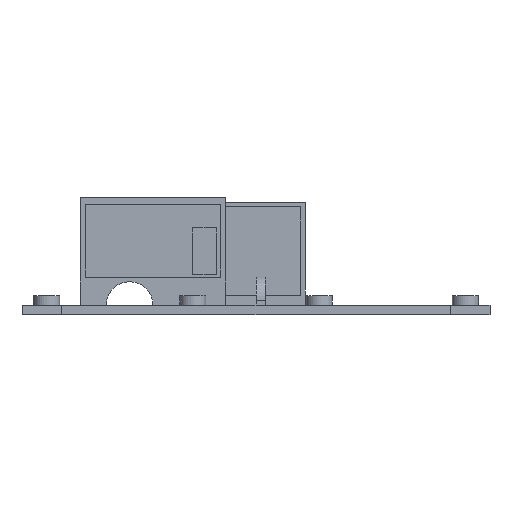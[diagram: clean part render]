
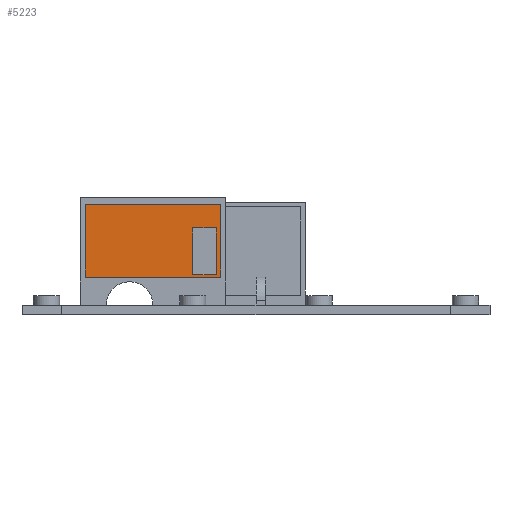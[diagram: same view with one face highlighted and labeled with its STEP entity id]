
A CAD part, front view. The second image highlights one B-rep face of the part: STEP entity #5223.
In plain terms, the highlighted planar face has unit normal (0, -1, 0).
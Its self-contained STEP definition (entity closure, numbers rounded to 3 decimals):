
#2345 = PLANE('',#2346);
#2346 = AXIS2_PLACEMENT_3D('',#2347,#2348,#2349);
#2347 = CARTESIAN_POINT('',(-36.5,25.5,23.5));
#2348 = DIRECTION('',(0.,0.,-1.));
#2349 = DIRECTION('',(1.,0.,0.));
#2373 = PLANE('',#2374);
#2374 = AXIS2_PLACEMENT_3D('',#2375,#2376,#2377);
#2375 = CARTESIAN_POINT('',(-36.5,25.5,23.5));
#2376 = DIRECTION('',(-1.,0.,0.));
#2377 = DIRECTION('',(-0.,0.,-1.));
#2401 = PLANE('',#2402);
#2402 = AXIS2_PLACEMENT_3D('',#2403,#2404,#2405);
#2403 = CARTESIAN_POINT('',(-36.5,25.5,8.));
#2404 = DIRECTION('',(0.,0.,-1.));
#2405 = DIRECTION('',(1.,0.,0.));
#2427 = PLANE('',#2428);
#2428 = AXIS2_PLACEMENT_3D('',#2429,#2430,#2431);
#2429 = CARTESIAN_POINT('',(-7.5,25.5,8.));
#2430 = DIRECTION('',(1.,0.,0.));
#2431 = DIRECTION('',(0.,0.,1.));
#2580 = PLANE('',#2581);
#2581 = AXIS2_PLACEMENT_3D('',#2582,#2583,#2584);
#2582 = CARTESIAN_POINT('',(-13.5,25.5,8.5));
#2583 = DIRECTION('',(0.,0.,-1.));
#2584 = DIRECTION('',(1.,0.,0.));
#2608 = PLANE('',#2609);
#2609 = AXIS2_PLACEMENT_3D('',#2610,#2611,#2612);
#2610 = CARTESIAN_POINT('',(-13.5,25.5,18.5));
#2611 = DIRECTION('',(-1.,0.,0.));
#2612 = DIRECTION('',(-0.,0.,-1.));
#2636 = PLANE('',#2637);
#2637 = AXIS2_PLACEMENT_3D('',#2638,#2639,#2640);
#2638 = CARTESIAN_POINT('',(-8.5,25.5,18.5));
#2639 = DIRECTION('',(0.,0.,1.));
#2640 = DIRECTION('',(-1.,0.,0.));
#2662 = PLANE('',#2663);
#2663 = AXIS2_PLACEMENT_3D('',#2664,#2665,#2666);
#2664 = CARTESIAN_POINT('',(-8.5,25.5,8.5));
#2665 = DIRECTION('',(1.,0.,0.));
#2666 = DIRECTION('',(0.,0.,1.));
#3823 = VERTEX_POINT('',#3824);
#3824 = CARTESIAN_POINT('',(-36.5,26.5,23.5));
#3845 = EDGE_CURVE('',#3823,#3846,#3848,.T.);
#3846 = VERTEX_POINT('',#3847);
#3847 = CARTESIAN_POINT('',(-7.5,26.5,23.5));
#3848 = SURFACE_CURVE('',#3849,(#3853,#3860),.PCURVE_S1.);
#3849 = LINE('',#3850,#3851);
#3850 = CARTESIAN_POINT('',(-36.5,26.5,23.5));
#3851 = VECTOR('',#3852,1.);
#3852 = DIRECTION('',(1.,0.,0.));
#3853 = PCURVE('',#2345,#3854);
#3854 = DEFINITIONAL_REPRESENTATION('',(#3855),#3859);
#3855 = LINE('',#3856,#3857);
#3856 = CARTESIAN_POINT('',(0.,-1.));
#3857 = VECTOR('',#3858,1.);
#3858 = DIRECTION('',(1.,0.));
#3859 = ( GEOMETRIC_REPRESENTATION_CONTEXT(2) 
PARAMETRIC_REPRESENTATION_CONTEXT() REPRESENTATION_CONTEXT('2D SPACE',''
  ) );
#3860 = PCURVE('',#3861,#3866);
#3861 = PLANE('',#3862);
#3862 = AXIS2_PLACEMENT_3D('',#3863,#3864,#3865);
#3863 = CARTESIAN_POINT('',(-22.,26.5,15.75));
#3864 = DIRECTION('',(0.,1.,0.));
#3865 = DIRECTION('',(0.,0.,1.));
#3866 = DEFINITIONAL_REPRESENTATION('',(#3867),#3871);
#3867 = LINE('',#3868,#3869);
#3868 = CARTESIAN_POINT('',(7.75,-14.5));
#3869 = VECTOR('',#3870,1.);
#3870 = DIRECTION('',(0.,1.));
#3871 = ( GEOMETRIC_REPRESENTATION_CONTEXT(2) 
PARAMETRIC_REPRESENTATION_CONTEXT() REPRESENTATION_CONTEXT('2D SPACE',''
  ) );
#3899 = VERTEX_POINT('',#3900);
#3900 = CARTESIAN_POINT('',(-7.5,26.5,8.));
#3921 = EDGE_CURVE('',#3899,#3846,#3922,.T.);
#3922 = SURFACE_CURVE('',#3923,(#3927,#3934),.PCURVE_S1.);
#3923 = LINE('',#3924,#3925);
#3924 = CARTESIAN_POINT('',(-7.5,26.5,8.));
#3925 = VECTOR('',#3926,1.);
#3926 = DIRECTION('',(0.,0.,1.));
#3927 = PCURVE('',#2427,#3928);
#3928 = DEFINITIONAL_REPRESENTATION('',(#3929),#3933);
#3929 = LINE('',#3930,#3931);
#3930 = CARTESIAN_POINT('',(0.,-1.));
#3931 = VECTOR('',#3932,1.);
#3932 = DIRECTION('',(1.,0.));
#3933 = ( GEOMETRIC_REPRESENTATION_CONTEXT(2) 
PARAMETRIC_REPRESENTATION_CONTEXT() REPRESENTATION_CONTEXT('2D SPACE',''
  ) );
#3934 = PCURVE('',#3861,#3935);
#3935 = DEFINITIONAL_REPRESENTATION('',(#3936),#3940);
#3936 = LINE('',#3937,#3938);
#3937 = CARTESIAN_POINT('',(-7.75,14.5));
#3938 = VECTOR('',#3939,1.);
#3939 = DIRECTION('',(1.,0.));
#3940 = ( GEOMETRIC_REPRESENTATION_CONTEXT(2) 
PARAMETRIC_REPRESENTATION_CONTEXT() REPRESENTATION_CONTEXT('2D SPACE',''
  ) );
#3948 = VERTEX_POINT('',#3949);
#3949 = CARTESIAN_POINT('',(-36.5,26.5,8.));
#3970 = EDGE_CURVE('',#3948,#3899,#3971,.T.);
#3971 = SURFACE_CURVE('',#3972,(#3976,#3983),.PCURVE_S1.);
#3972 = LINE('',#3973,#3974);
#3973 = CARTESIAN_POINT('',(-36.5,26.5,8.));
#3974 = VECTOR('',#3975,1.);
#3975 = DIRECTION('',(1.,0.,0.));
#3976 = PCURVE('',#2401,#3977);
#3977 = DEFINITIONAL_REPRESENTATION('',(#3978),#3982);
#3978 = LINE('',#3979,#3980);
#3979 = CARTESIAN_POINT('',(0.,-1.));
#3980 = VECTOR('',#3981,1.);
#3981 = DIRECTION('',(1.,0.));
#3982 = ( GEOMETRIC_REPRESENTATION_CONTEXT(2) 
PARAMETRIC_REPRESENTATION_CONTEXT() REPRESENTATION_CONTEXT('2D SPACE',''
  ) );
#3983 = PCURVE('',#3861,#3984);
#3984 = DEFINITIONAL_REPRESENTATION('',(#3985),#3989);
#3985 = LINE('',#3986,#3987);
#3986 = CARTESIAN_POINT('',(-7.75,-14.5));
#3987 = VECTOR('',#3988,1.);
#3988 = DIRECTION('',(0.,1.));
#3989 = ( GEOMETRIC_REPRESENTATION_CONTEXT(2) 
PARAMETRIC_REPRESENTATION_CONTEXT() REPRESENTATION_CONTEXT('2D SPACE',''
  ) );
#3997 = EDGE_CURVE('',#3823,#3948,#3998,.T.);
#3998 = SURFACE_CURVE('',#3999,(#4003,#4010),.PCURVE_S1.);
#3999 = LINE('',#4000,#4001);
#4000 = CARTESIAN_POINT('',(-36.5,26.5,23.5));
#4001 = VECTOR('',#4002,1.);
#4002 = DIRECTION('',(0.,0.,-1.));
#4003 = PCURVE('',#2373,#4004);
#4004 = DEFINITIONAL_REPRESENTATION('',(#4005),#4009);
#4005 = LINE('',#4006,#4007);
#4006 = CARTESIAN_POINT('',(0.,-1.));
#4007 = VECTOR('',#4008,1.);
#4008 = DIRECTION('',(1.,0.));
#4009 = ( GEOMETRIC_REPRESENTATION_CONTEXT(2) 
PARAMETRIC_REPRESENTATION_CONTEXT() REPRESENTATION_CONTEXT('2D SPACE',''
  ) );
#4010 = PCURVE('',#3861,#4011);
#4011 = DEFINITIONAL_REPRESENTATION('',(#4012),#4016);
#4012 = LINE('',#4013,#4014);
#4013 = CARTESIAN_POINT('',(7.75,-14.5));
#4014 = VECTOR('',#4015,1.);
#4015 = DIRECTION('',(-1.,0.));
#4016 = ( GEOMETRIC_REPRESENTATION_CONTEXT(2) 
PARAMETRIC_REPRESENTATION_CONTEXT() REPRESENTATION_CONTEXT('2D SPACE',''
  ) );
#4023 = EDGE_CURVE('',#4024,#4026,#4028,.T.);
#4024 = VERTEX_POINT('',#4025);
#4025 = CARTESIAN_POINT('',(-13.5,26.5,8.5));
#4026 = VERTEX_POINT('',#4027);
#4027 = CARTESIAN_POINT('',(-8.5,26.5,8.5));
#4028 = SURFACE_CURVE('',#4029,(#4033,#4040),.PCURVE_S1.);
#4029 = LINE('',#4030,#4031);
#4030 = CARTESIAN_POINT('',(-17.75,26.5,8.5));
#4031 = VECTOR('',#4032,1.);
#4032 = DIRECTION('',(1.,0.,0.));
#4033 = PCURVE('',#2580,#4034);
#4034 = DEFINITIONAL_REPRESENTATION('',(#4035),#4039);
#4035 = LINE('',#4036,#4037);
#4036 = CARTESIAN_POINT('',(-4.25,-1.));
#4037 = VECTOR('',#4038,1.);
#4038 = DIRECTION('',(1.,0.));
#4039 = ( GEOMETRIC_REPRESENTATION_CONTEXT(2) 
PARAMETRIC_REPRESENTATION_CONTEXT() REPRESENTATION_CONTEXT('2D SPACE',''
  ) );
#4040 = PCURVE('',#3861,#4041);
#4041 = DEFINITIONAL_REPRESENTATION('',(#4042),#4046);
#4042 = LINE('',#4043,#4044);
#4043 = CARTESIAN_POINT('',(-7.25,4.25));
#4044 = VECTOR('',#4045,1.);
#4045 = DIRECTION('',(0.,1.));
#4046 = ( GEOMETRIC_REPRESENTATION_CONTEXT(2) 
PARAMETRIC_REPRESENTATION_CONTEXT() REPRESENTATION_CONTEXT('2D SPACE',''
  ) );
#4094 = EDGE_CURVE('',#4026,#4095,#4097,.T.);
#4095 = VERTEX_POINT('',#4096);
#4096 = CARTESIAN_POINT('',(-8.5,26.5,18.5));
#4097 = SURFACE_CURVE('',#4098,(#4102,#4109),.PCURVE_S1.);
#4098 = LINE('',#4099,#4100);
#4099 = CARTESIAN_POINT('',(-8.5,26.5,12.125));
#4100 = VECTOR('',#4101,1.);
#4101 = DIRECTION('',(0.,0.,1.));
#4102 = PCURVE('',#2662,#4103);
#4103 = DEFINITIONAL_REPRESENTATION('',(#4104),#4108);
#4104 = LINE('',#4105,#4106);
#4105 = CARTESIAN_POINT('',(3.625,-1.));
#4106 = VECTOR('',#4107,1.);
#4107 = DIRECTION('',(1.,0.));
#4108 = ( GEOMETRIC_REPRESENTATION_CONTEXT(2) 
PARAMETRIC_REPRESENTATION_CONTEXT() REPRESENTATION_CONTEXT('2D SPACE',''
  ) );
#4109 = PCURVE('',#3861,#4110);
#4110 = DEFINITIONAL_REPRESENTATION('',(#4111),#4115);
#4111 = LINE('',#4112,#4113);
#4112 = CARTESIAN_POINT('',(-3.625,13.5));
#4113 = VECTOR('',#4114,1.);
#4114 = DIRECTION('',(1.,0.));
#4115 = ( GEOMETRIC_REPRESENTATION_CONTEXT(2) 
PARAMETRIC_REPRESENTATION_CONTEXT() REPRESENTATION_CONTEXT('2D SPACE',''
  ) );
#4143 = EDGE_CURVE('',#4095,#4144,#4146,.T.);
#4144 = VERTEX_POINT('',#4145);
#4145 = CARTESIAN_POINT('',(-13.5,26.5,18.5));
#4146 = SURFACE_CURVE('',#4147,(#4151,#4158),.PCURVE_S1.);
#4147 = LINE('',#4148,#4149);
#4148 = CARTESIAN_POINT('',(-15.25,26.5,18.5));
#4149 = VECTOR('',#4150,1.);
#4150 = DIRECTION('',(-1.,0.,0.));
#4151 = PCURVE('',#2636,#4152);
#4152 = DEFINITIONAL_REPRESENTATION('',(#4153),#4157);
#4153 = LINE('',#4154,#4155);
#4154 = CARTESIAN_POINT('',(6.75,-1.));
#4155 = VECTOR('',#4156,1.);
#4156 = DIRECTION('',(1.,0.));
#4157 = ( GEOMETRIC_REPRESENTATION_CONTEXT(2) 
PARAMETRIC_REPRESENTATION_CONTEXT() REPRESENTATION_CONTEXT('2D SPACE',''
  ) );
#4158 = PCURVE('',#3861,#4159);
#4159 = DEFINITIONAL_REPRESENTATION('',(#4160),#4164);
#4160 = LINE('',#4161,#4162);
#4161 = CARTESIAN_POINT('',(2.75,6.75));
#4162 = VECTOR('',#4163,1.);
#4163 = DIRECTION('',(0.,-1.));
#4164 = ( GEOMETRIC_REPRESENTATION_CONTEXT(2) 
PARAMETRIC_REPRESENTATION_CONTEXT() REPRESENTATION_CONTEXT('2D SPACE',''
  ) );
#4192 = EDGE_CURVE('',#4144,#4024,#4193,.T.);
#4193 = SURFACE_CURVE('',#4194,(#4198,#4205),.PCURVE_S1.);
#4194 = LINE('',#4195,#4196);
#4195 = CARTESIAN_POINT('',(-13.5,26.5,17.125));
#4196 = VECTOR('',#4197,1.);
#4197 = DIRECTION('',(-0.,0.,-1.));
#4198 = PCURVE('',#2608,#4199);
#4199 = DEFINITIONAL_REPRESENTATION('',(#4200),#4204);
#4200 = LINE('',#4201,#4202);
#4201 = CARTESIAN_POINT('',(1.375,-1.));
#4202 = VECTOR('',#4203,1.);
#4203 = DIRECTION('',(1.,0.));
#4204 = ( GEOMETRIC_REPRESENTATION_CONTEXT(2) 
PARAMETRIC_REPRESENTATION_CONTEXT() REPRESENTATION_CONTEXT('2D SPACE',''
  ) );
#4205 = PCURVE('',#3861,#4206);
#4206 = DEFINITIONAL_REPRESENTATION('',(#4207),#4211);
#4207 = LINE('',#4208,#4209);
#4208 = CARTESIAN_POINT('',(1.375,8.5));
#4209 = VECTOR('',#4210,1.);
#4210 = DIRECTION('',(-1.,0.));
#4211 = ( GEOMETRIC_REPRESENTATION_CONTEXT(2) 
PARAMETRIC_REPRESENTATION_CONTEXT() REPRESENTATION_CONTEXT('2D SPACE',''
  ) );
#5223 = ADVANCED_FACE('',(#5224,#5230),#3861,.F.);
#5224 = FACE_BOUND('',#5225,.F.);
#5225 = EDGE_LOOP('',(#5226,#5227,#5228,#5229));
#5226 = ORIENTED_EDGE('',*,*,#3997,.F.);
#5227 = ORIENTED_EDGE('',*,*,#3845,.T.);
#5228 = ORIENTED_EDGE('',*,*,#3921,.F.);
#5229 = ORIENTED_EDGE('',*,*,#3970,.F.);
#5230 = FACE_BOUND('',#5231,.F.);
#5231 = EDGE_LOOP('',(#5232,#5233,#5234,#5235));
#5232 = ORIENTED_EDGE('',*,*,#4143,.T.);
#5233 = ORIENTED_EDGE('',*,*,#4192,.T.);
#5234 = ORIENTED_EDGE('',*,*,#4023,.T.);
#5235 = ORIENTED_EDGE('',*,*,#4094,.T.);
